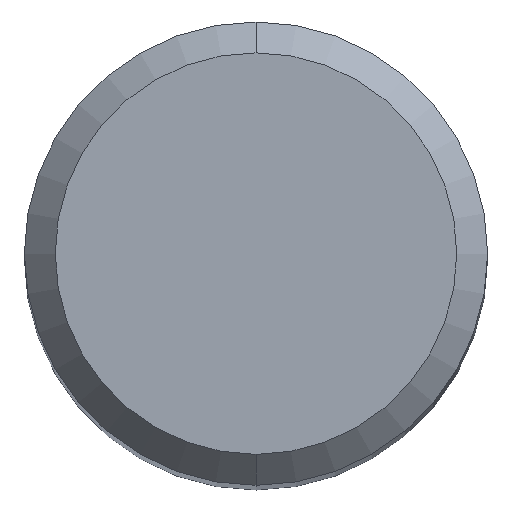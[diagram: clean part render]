
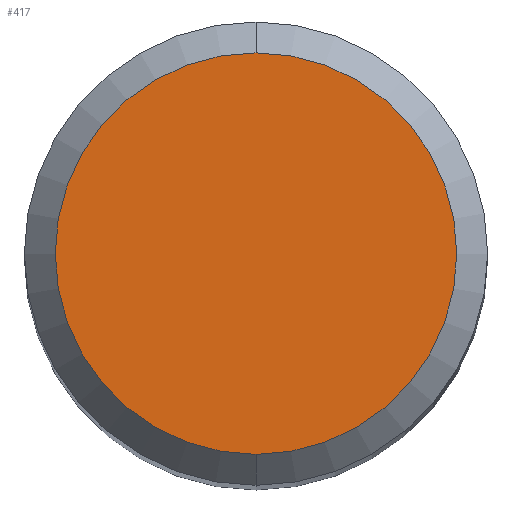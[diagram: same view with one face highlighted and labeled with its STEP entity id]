
A CAD part, top view. The second image highlights one B-rep face of the part: STEP entity #417.
In plain terms, the highlighted planar face has unit normal (0, 0, 1).
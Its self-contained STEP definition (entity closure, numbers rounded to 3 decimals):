
#305=VERTEX_POINT('',#627);
#323=VERTEX_POINT('',#646);
#353=EDGE_CURVE('',#305,#323,#678,.T.);
#367=EDGE_CURVE('',#323,#305,#693,.T.);
#417=ADVANCED_FACE('',(#746),#747,.T.);
#627=CARTESIAN_POINT('',(0.,-2.6,0.0));
#646=CARTESIAN_POINT('',(0.0,2.6,0.0));
#678=CIRCLE('',#1179,2.6);
#693=CIRCLE('',#1238,2.6);
#746=FACE_OUTER_BOUND('',#1346,.T.);
#747=PLANE('',#1347);
#1179=AXIS2_PLACEMENT_3D('',#1650,#1651,#1652);
#1238=AXIS2_PLACEMENT_3D('',#1670,#1671,#1672);
#1346=EDGE_LOOP('',(#1723,#1724));
#1347=AXIS2_PLACEMENT_3D('',#1725,#1726,#1727);
#1650=CARTESIAN_POINT('',(0.0,0.0,0.0));
#1651=DIRECTION('',(0.0,0.0,-1.0));
#1652=DIRECTION('',(0.0,1.0,0.0));
#1670=CARTESIAN_POINT('',(0.0,0.0,0.0));
#1671=DIRECTION('',(0.0,0.0,-1.0));
#1672=DIRECTION('',(0.0,1.0,0.0));
#1723=ORIENTED_EDGE('',*,*,#367,.F.);
#1724=ORIENTED_EDGE('',*,*,#353,.F.);
#1725=CARTESIAN_POINT('',(0.0,1.3,0.0));
#1726=DIRECTION('',(-0.0,0.0,1.0));
#1727=DIRECTION('',(0.0,-1.0,0.0));
